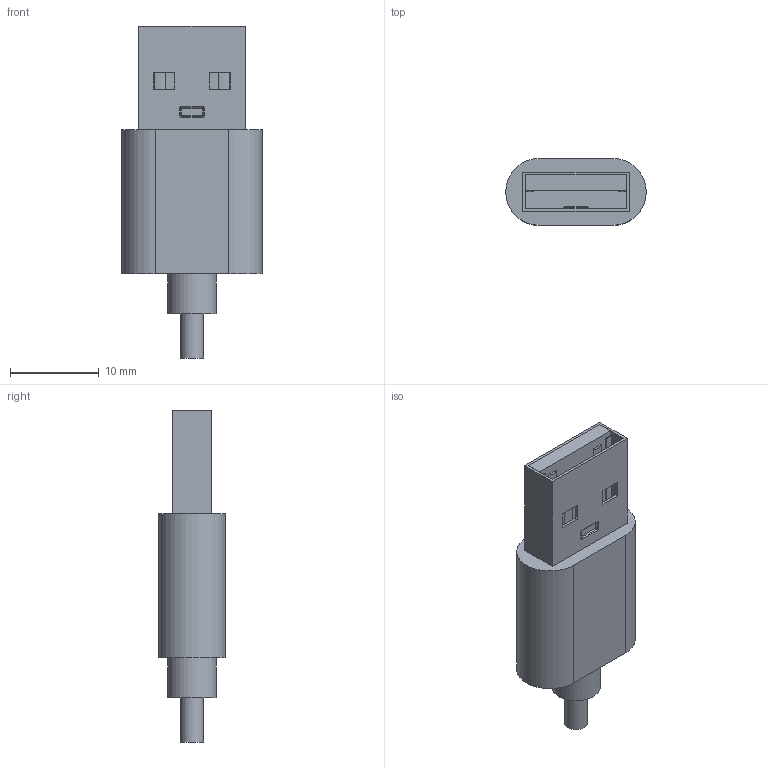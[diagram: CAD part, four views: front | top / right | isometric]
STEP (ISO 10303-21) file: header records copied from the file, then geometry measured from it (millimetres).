
FILE_DESCRIPTION(/* description */ (''),/* implementation_level */ '2;1');
FILE_NAME(/* name */ '5358 USB Mag Connector (USB Connector).step',/* time_stamp */ '2022-05-29T17:54:37-05:00',/* author */ (''),/* organization */ (''),/* preprocessor_version */ 'ST-DEVELOPER v19',/* originating_system */ 'Autodesk Translation Framework v11.7.0.108',/* authorisation */ '');
FILE_SCHEMA (('AUTOMOTIVE_DESIGN { 1 0 10303 214 3 1 1 }'));
Length unit declared in the file: millimetre
Products named in the file (4): 5358 USB Mag Connector (USB Connector); Housing; Cable Stub; USB Connector
Assembly tree (3 placements, depth 2):
  5358 USB Mag Connector (USB Connector)
    Housing
    Cable Stub
    USB Connector
Bounding box: 15.85 x 7.54 x 37.46 mm (x, y, z)
Volume: 2220.8 mm3; surface area: 2184.9 mm2
Topology: 8 solids, 8 shells, 131 faces, 296 edges, 184 vertices
Faces by surface type: plane 59, cylinder 56, torus 8, sphere 8
Full cylindrical faces by diameter (mm): 2.6 x1, 5.5 x1
Entity records: 3842 total; most frequent: CARTESIAN_POINT 690, DIRECTION 660, ORIENTED_EDGE 592, EDGE_CURVE 296, AXIS2_PLACEMENT_3D 234, LINE 192, VECTOR 192, VERTEX_POINT 184
